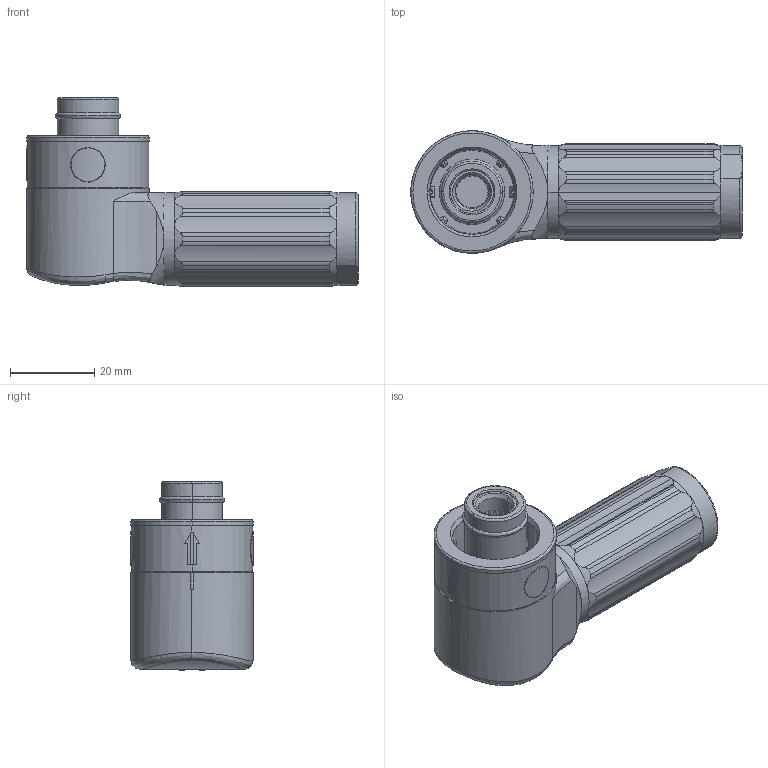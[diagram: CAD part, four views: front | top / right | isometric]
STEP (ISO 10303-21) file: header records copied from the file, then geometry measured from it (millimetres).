
FILE_DESCRIPTION (( 'STEP AP214' ), '1' );
FILE_NAME ('H1111000301-000.STEP', '2024-03-08T05:52:47', ( '' ), ( '' ), 'SwSTEP 2.0', 'SolidWorks 2023', '' );
FILE_SCHEMA (( 'AUTOMOTIVE_DESIGN' ));
Length unit declared in the file: millimetre
Products named in the file (1): H1111000301-000
Bounding box: 78.7 x 29 x 44.7 mm (x, y, z)
Volume: 38683.2 mm3; surface area: 11873.6 mm2
Topology: 1 solids, 2 shells, 418 faces, 1087 edges, 675 vertices
Faces by surface type: bspline 198, cylinder 122, plane 61, cone 37
Entity records: 22290 total; most frequent: CARTESIAN_POINT 10710, ORIENTED_EDGE 2126, DIRECTION 1345, EDGE_CURVE 1063, VERTEX_POINT 675, AXIS2_PLACEMENT_3D 526, EDGE_LOOP 446, FACE_OUTER_BOUND 418
